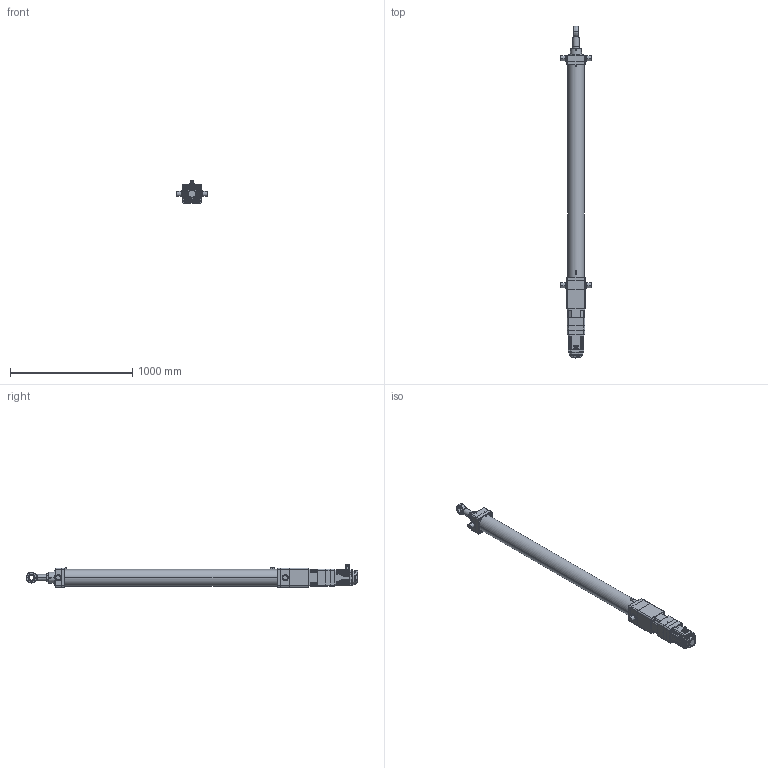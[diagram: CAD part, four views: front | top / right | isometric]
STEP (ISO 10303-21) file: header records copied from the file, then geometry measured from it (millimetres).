
FILE_DESCRIPTION (( 'STEP AP203' ), '1' );
FILE_NAME ('RLA136-10QX-78KN-L1500-16.6mm-s.STEP', '2025-01-09T00:59:06', ( '微软用户' ), ( '微软中国' ), 'SwSTEP 2.0', 'SolidWorks 2022', '' );
FILE_SCHEMA (( 'CONFIG_CONTROL_DESIGN' ));
Length unit declared in the file: millimetre
Products named in the file (18): ______TC__24__38__7__SOG.STEP; C______8__7__45__________.STEP; PGH142(新款两级28-110-145-M8) 齿圈法兰一样大; 130______0.85__1.3__1.8_____-1.8.STEP; ACM1M-1318TB; 130__________.STEP; 130__________ __39.3 ADC12 LM RoHS_____.STEP; RLA136-10QX-78KN-L1500-16.6mm-s; 136缸行程1500直连前法兰安装; ___________M5__20.STEP; _____________M3__10.STEP; 1M________+____.STEP; ______________ 4__ SZ RoHS_6__.STEP; ACM1M-1318TB.STEP; 130________1M.STEP; rebn-40; 130____09-XX ______22 40Cr DC RoHS_LX______.STEP; __________.STEP
Assembly tree (26 placements, depth 4):
  RLA136-10QX-78KN-L1500-16.6mm-s
    136缸行程1500直连前法兰安装
    PGH142(新款两级28-110-145-M8) 齿圈法兰一样大
    ACM1M-1318TB
      ACM1M-1318TB.STEP
        130______0.85__1.3__1.8_____-1.8.STEP
        130____09-XX ______22 40Cr DC RoHS_LX______.STEP
        130__________ __39.3 ADC12 LM RoHS_____.STEP
        130________1M.STEP
        ___________M5__20.STEP  x4
        __________.STEP  x4
        130__________.STEP
        1M________+____.STEP
        ______________ 4__ SZ RoHS_6__.STEP
        _____________M3__10.STEP  x4
        ______TC__24__38__7__SOG.STEP
        C______8__7__45__________.STEP
    rebn-40
Bounding box: 255.02 x 2715.5 x 183.22 mm (x, y, z)
Volume: 18376729.4 mm3; surface area: 2537891.3 mm2
Topology: 44 solids, 52 shells, 4564 faces, 11506 edges, 7059 vertices
Faces by surface type: plane 1670, cylinder 1523, torus 632, bspline 511, cone 217, sphere 11
Entity records: 170387 total; most frequent: CARTESIAN_POINT 68480, ORIENTED_EDGE 21374, DIRECTION 20446, EDGE_CURVE 10687, AXIS2_PLACEMENT_3D 7721, VERTEX_POINT 6681, LINE 5004, VECTOR 5004
